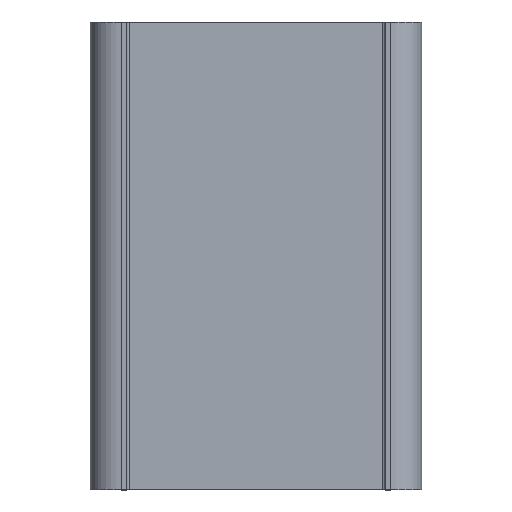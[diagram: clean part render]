
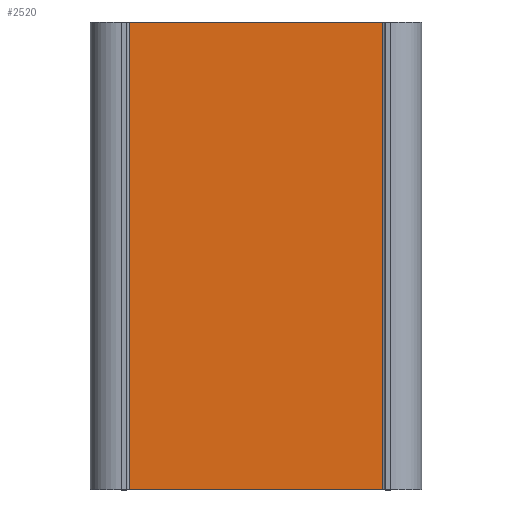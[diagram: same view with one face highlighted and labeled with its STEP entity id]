
A CAD part, top view. The second image highlights one B-rep face of the part: STEP entity #2520.
In plain terms, the highlighted face is planar.
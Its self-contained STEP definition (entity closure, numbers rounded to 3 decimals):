
#24=PLANE('',#2693);
#88=FACE_OUTER_BOUND('',#222,.T.);
#222=EDGE_LOOP('',(#1691,#1692,#1693,#1694));
#375=LINE('',#3915,#607);
#376=LINE('',#3917,#608);
#377=LINE('',#3919,#609);
#378=LINE('',#3920,#610);
#607=VECTOR('',#3069,32.5);
#608=VECTOR('',#3070,60.);
#609=VECTOR('',#3071,32.5);
#610=VECTOR('',#3072,60.);
#1023=VERTEX_POINT('',#3913);
#1024=VERTEX_POINT('',#3914);
#1025=VERTEX_POINT('',#3916);
#1026=VERTEX_POINT('',#3918);
#1291=EDGE_CURVE('',#1023,#1024,#375,.T.);
#1292=EDGE_CURVE('',#1025,#1023,#376,.T.);
#1293=EDGE_CURVE('',#1026,#1025,#377,.T.);
#1294=EDGE_CURVE('',#1026,#1024,#378,.T.);
#1691=ORIENTED_EDGE('',*,*,#1291,.F.);
#1692=ORIENTED_EDGE('',*,*,#1292,.F.);
#1693=ORIENTED_EDGE('',*,*,#1293,.F.);
#1694=ORIENTED_EDGE('',*,*,#1294,.T.);
#2520=ADVANCED_FACE('',(#88),#24,.F.);
#2693=AXIS2_PLACEMENT_3D('',#3912,#3067,#3068);
#3067=DIRECTION('center_axis',(0.,-1.,0.));
#3068=DIRECTION('ref_axis',(0.,0.,-1.));
#3069=DIRECTION('',(1.,0.,0.));
#3070=DIRECTION('',(0.,0.,-1.));
#3071=DIRECTION('',(-1.,0.,0.));
#3072=DIRECTION('',(0.,0.,-1.));
#3912=CARTESIAN_POINT('Origin',(-16.25,11.2,30.));
#3913=CARTESIAN_POINT('',(-16.25,11.2,-30.));
#3914=CARTESIAN_POINT('',(16.25,11.2,-30.));
#3915=CARTESIAN_POINT('',(-16.25,11.2,-30.));
#3916=CARTESIAN_POINT('',(-16.25,11.2,30.));
#3917=CARTESIAN_POINT('',(-16.25,11.2,30.));
#3918=CARTESIAN_POINT('',(16.25,11.2,30.));
#3919=CARTESIAN_POINT('',(16.25,11.2,30.));
#3920=CARTESIAN_POINT('',(16.25,11.2,30.));
